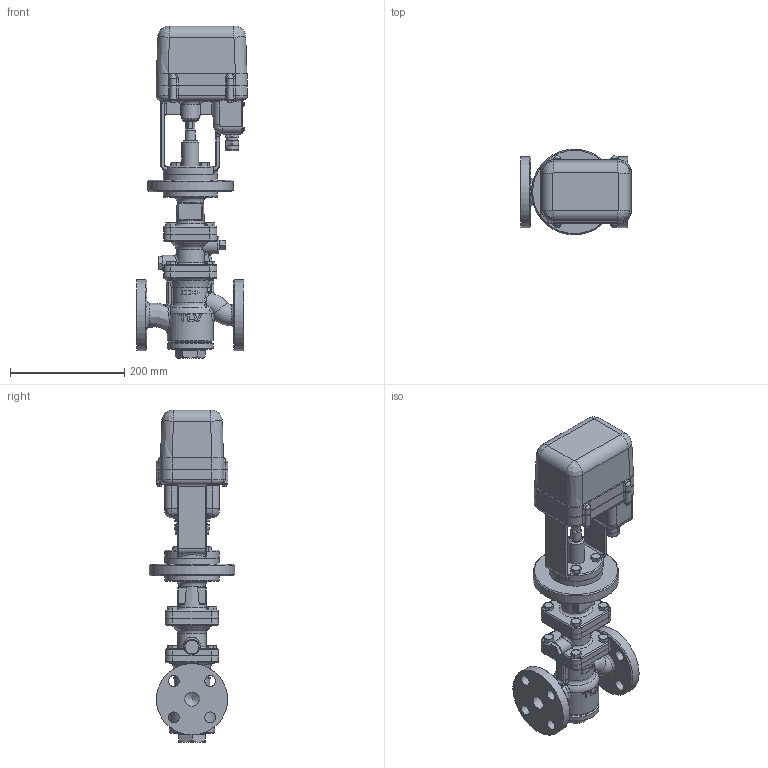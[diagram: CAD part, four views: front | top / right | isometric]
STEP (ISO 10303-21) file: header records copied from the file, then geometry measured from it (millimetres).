
FILE_DESCRIPTION(/* description */ (''),/* implementation_level */ '2;1');
FILE_NAME(/* name */ 'ccr16-025-jis10-00.stp',/* time_stamp */ '2018-01-26T16:00:49+09:00',/* author */ ('nakaot'),/* organization */ (''),/* preprocessor_version */ 'ST-DEVELOPER v15.6',/* originating_system */ 'Autodesk Inventor 2015',/* authorisation */ '');
FILE_SCHEMA (('CONFIG_CONTROL_DESIGN'));
Products named in the file (1): ccr16-025-jis10-00
Bounding box: 194 x 150 x 582 mm (x, y, z)
Volume: 4912651.7 mm3; surface area: 479424.9 mm2
Topology: 1 solids, 3 shells, 1252 faces, 2990 edges, 1807 vertices
Faces by surface type: plane 490, cylinder 328, bspline 176, cone 149, torus 87, sphere 22
Full cylindrical faces by diameter (mm): 2.459 x4, 4 x4, 4.6 x4, 5.3 x4, 6 x8, 7 x4, 10 x24, 12 x16, 18 x1, 18.631 x2, 19 x8, 20 x2, 23 x1, 24 x2, 25 x2, 27 x1, 30 x2, 32 x1, 50 x2, 60 x2, 70 x1, 80 x2, 95 x3, 125 x2, 150 x1
Entity records: 48709 total; most frequent: CARTESIAN_POINT 22071, ORIENTED_EDGE 5564, DIRECTION 5239, EDGE_CURVE 2782, AXIS2_PLACEMENT_3D 2082, VERTEX_POINT 1762, EDGE_LOOP 1538, FACE_OUTER_BOUND 1252
